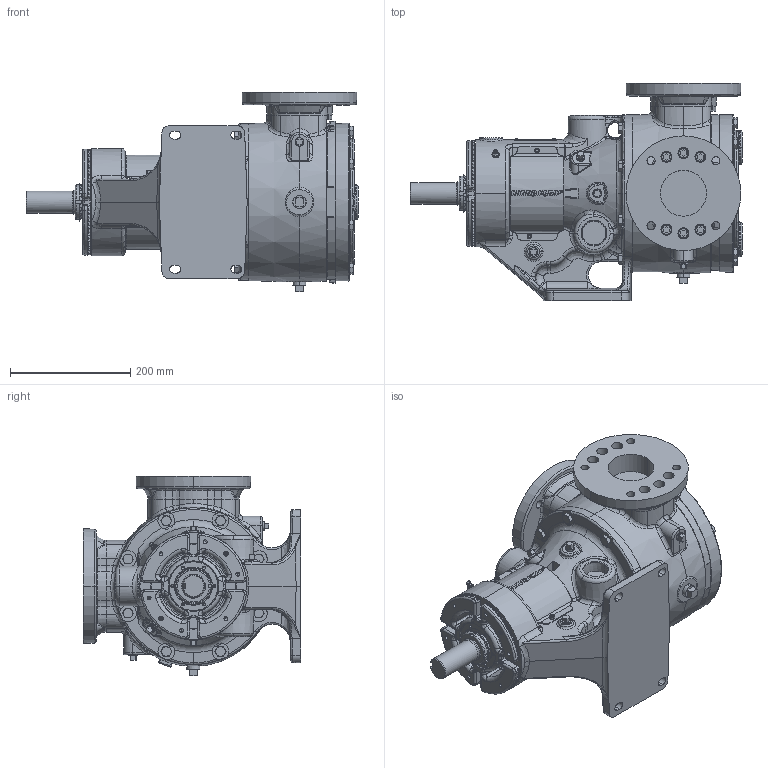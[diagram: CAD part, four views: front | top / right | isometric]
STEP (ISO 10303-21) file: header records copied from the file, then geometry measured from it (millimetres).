
FILE_DESCRIPTION (( 'STEP AP214' ), '1' );
FILE_NAME ('LV-4801.step', '2025-12-05T06:54:26', ( '' ), ( '' ), 'SwSTEP 2.0', 'SolidWorks 2024', '' );
FILE_SCHEMA (( 'AUTOMOTIVE_DESIGN' ));
Products named in the file (1): LV-4801
Bounding box: 551.1 x 360.36 x 331.53 mm (x, y, z)
Volume: 17988263.1 mm3; surface area: 910562.3 mm2
Topology: 1 solids, 1 shells, 4956 faces, 12437 edges, 7695 vertices
Faces by surface type: bspline 1586, plane 1512, cylinder 963, cone 669, torus 158, sphere 68
Entity records: 232715 total; most frequent: CARTESIAN_POINT 127069, ORIENTED_EDGE 24704, DIRECTION 17830, EDGE_CURVE 12352, VERTEX_POINT 7692, AXIS2_PLACEMENT_3D 6664, EDGE_LOOP 5288, FACE_OUTER_BOUND 4956
